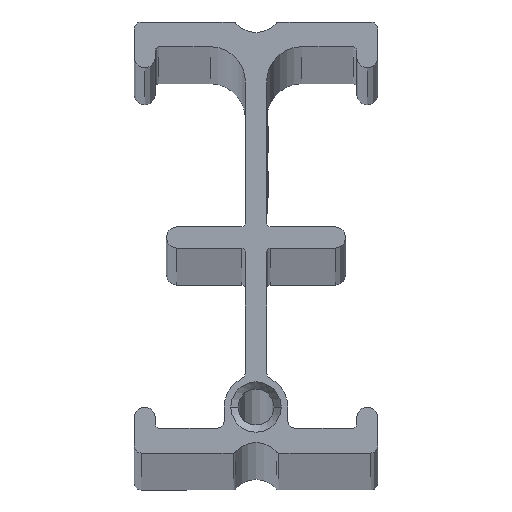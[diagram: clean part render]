
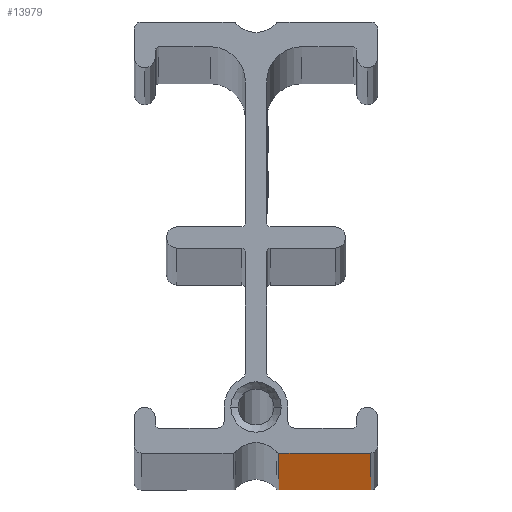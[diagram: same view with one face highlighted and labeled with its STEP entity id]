
A CAD part, top view. The second image highlights one B-rep face of the part: STEP entity #13979.
In plain terms, the highlighted planar face has unit normal (0, -1, 0).
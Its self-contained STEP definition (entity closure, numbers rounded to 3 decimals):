
#2 = DIRECTION ( 'NONE',  ( 0., 0., -1. ) ) ;
#96 = CARTESIAN_POINT ( 'NONE',  ( 3.24, -30.5, 3000. ) ) ;
#861 = DIRECTION ( 'NONE',  ( 1., 0., 0. ) ) ;
#1175 = CARTESIAN_POINT ( 'NONE',  ( 16.25, -30.5, 0. ) ) ;
#1361 = EDGE_CURVE ( 'NONE', #4238, #7704, #15968, .T. ) ;
#1807 = DIRECTION ( 'NONE',  ( -1., 0., 0. ) ) ;
#1928 = ORIENTED_EDGE ( 'NONE', *, *, #17024, .T. ) ;
#4238 = VERTEX_POINT ( 'NONE', #1175 ) ;
#5742 = VECTOR ( 'NONE', #9009, 1000. ) ;
#5825 = CARTESIAN_POINT ( 'NONE',  ( 16.25, -30.5, 3000. ) ) ;
#6210 = VECTOR ( 'NONE', #2, 1000. ) ;
#6556 = AXIS2_PLACEMENT_3D ( 'NONE', #11132, #8522, #1807 ) ;
#6610 = CARTESIAN_POINT ( 'NONE',  ( 16.25, -30.5, 3000. ) ) ;
#7471 = LINE ( 'NONE', #8078, #6210 ) ;
#7640 = VECTOR ( 'NONE', #861, 1000. ) ;
#7704 = VERTEX_POINT ( 'NONE', #6610 ) ;
#7897 = VERTEX_POINT ( 'NONE', #96 ) ;
#8078 = CARTESIAN_POINT ( 'NONE',  ( 3.24, -30.5, 0. ) ) ;
#8522 = DIRECTION ( 'NONE',  ( 0., 1., 0. ) ) ;
#8848 = CARTESIAN_POINT ( 'NONE',  ( 3.24, -30.5, 0. ) ) ;
#8874 = ORIENTED_EDGE ( 'NONE', *, *, #14549, .F. ) ;
#8875 = CARTESIAN_POINT ( 'NONE',  ( 17.25, -30.5, 0. ) ) ;
#9009 = DIRECTION ( 'NONE',  ( 1., 0., 0. ) ) ;
#9230 = ORIENTED_EDGE ( 'NONE', *, *, #10160, .T. ) ;
#10160 = EDGE_CURVE ( 'NONE', #7897, #11044, #7471, .T. ) ;
#11044 = VERTEX_POINT ( 'NONE', #8848 ) ;
#11132 = CARTESIAN_POINT ( 'NONE',  ( 17.25, -30.5, 3000. ) ) ;
#11410 = FACE_OUTER_BOUND ( 'NONE', #11589, .T. ) ;
#11589 = EDGE_LOOP ( 'NONE', ( #8874, #9230, #1928, #14460 ) ) ;
#11651 = LINE ( 'NONE', #8875, #7640 ) ;
#12855 = LINE ( 'NONE', #16921, #5742 ) ;
#13979 = ADVANCED_FACE ( 'NONE', ( #11410 ), #16686, .F. ) ;
#14460 = ORIENTED_EDGE ( 'NONE', *, *, #1361, .T. ) ;
#14500 = VECTOR ( 'NONE', #16728, 1000. ) ;
#14549 = EDGE_CURVE ( 'NONE', #7897, #7704, #12855, .T. ) ;
#15968 = LINE ( 'NONE', #5825, #14500 ) ;
#16686 = PLANE ( 'NONE',  #6556 ) ;
#16728 = DIRECTION ( 'NONE',  ( 0., 0., 1. ) ) ;
#16921 = CARTESIAN_POINT ( 'NONE',  ( 17.25, -30.5, 3000. ) ) ;
#17024 = EDGE_CURVE ( 'NONE', #11044, #4238, #11651, .T. ) ;
